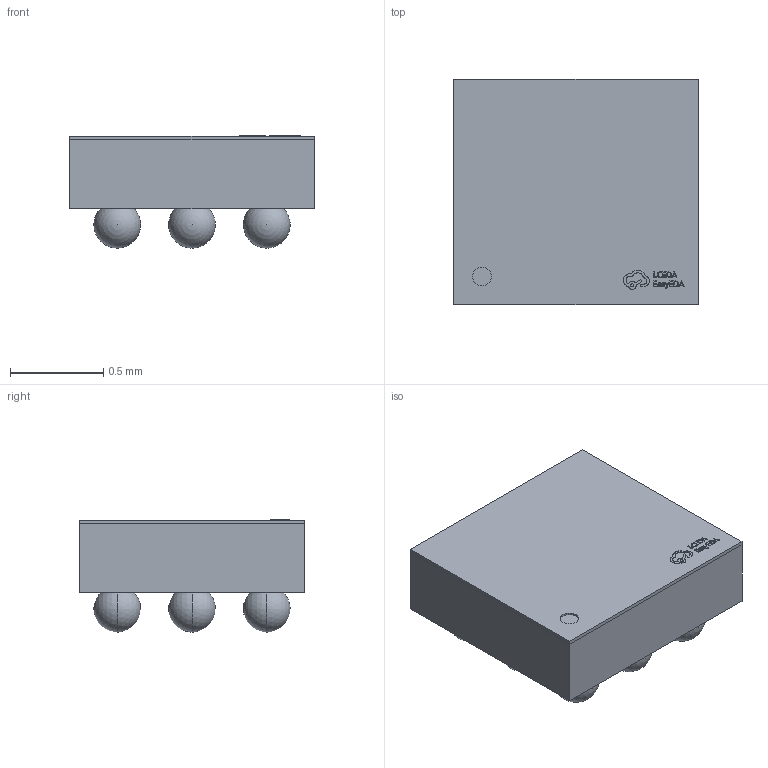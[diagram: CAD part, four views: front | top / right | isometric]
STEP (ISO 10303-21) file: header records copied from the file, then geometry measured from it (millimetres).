
FILE_DESCRIPTION (( 'STEP AP214' ), '1' );
FILE_NAME ('DSBGA-9_L1.4-W1.3-H0.6-R3-C3-P0.40-BL.step', '2022-06-22T14:36:36', ( '' ), ( '' ), 'SwSTEP 2.0', 'SolidWorks 2020', '' );
FILE_SCHEMA (( 'AUTOMOTIVE_DESIGN' ));
Length unit declared in the file: millimetre
Products named in the file (1): DSBGA-9_L1.4-W1.3-H0.6-R3-C3-P0.40-BL
Bounding box: 1.31 x 1.21 x 0.6 mm (x, y, z)
Volume: 0.7 mm3; surface area: 10 mm2
Topology: 11 solids, 11 shells, 266 faces, 726 edges, 484 vertices
Faces by surface type: plane 148, bspline 98, sphere 18, cylinder 2
Entity records: 11599 total; most frequent: CARTESIAN_POINT 2711, ORIENTED_EDGE 1362, DIRECTION 859, EDGE_CURVE 681, VERTEX_POINT 457, VECTOR 441, LINE 441, EDGE_LOOP 286
